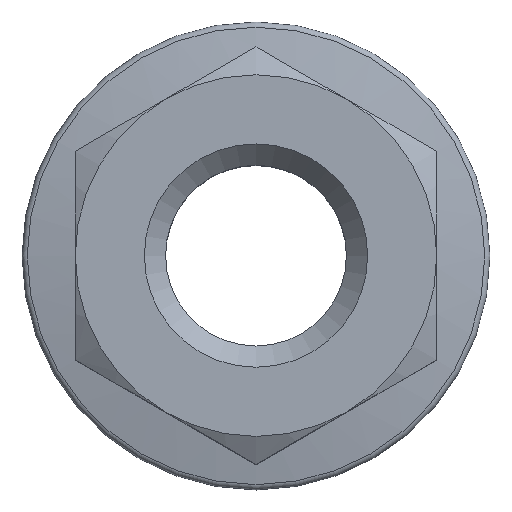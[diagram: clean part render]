
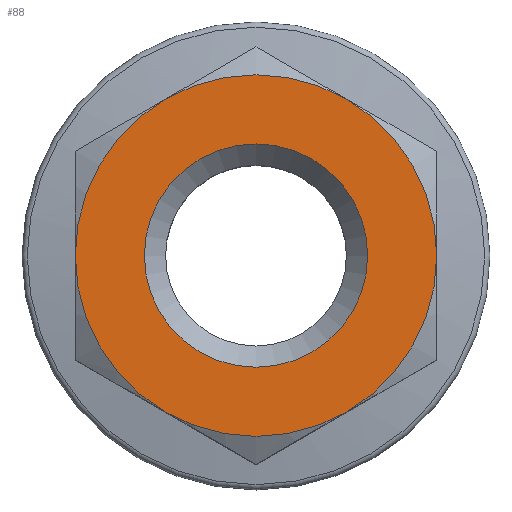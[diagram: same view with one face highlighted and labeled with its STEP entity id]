
A CAD part, top view. The second image highlights one B-rep face of the part: STEP entity #88.
In plain terms, the highlighted planar face has unit normal (0, 0, 1).
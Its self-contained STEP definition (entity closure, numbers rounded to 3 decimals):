
#88 = ADVANCED_FACE( '', ( #128, #129 ), #130, .T. );
#128 = FACE_BOUND( '', #179, .T. );
#129 = FACE_OUTER_BOUND( '', #180, .T. );
#130 = PLANE( '', #181 );
#179 = EDGE_LOOP( '', ( #287 ) );
#180 = EDGE_LOOP( '', ( #288, #289, #290, #291, #292, #293 ) );
#181 = AXIS2_PLACEMENT_3D( '', #294, #295, #296 );
#287 = ORIENTED_EDGE( '', *, *, #359, .T. );
#288 = ORIENTED_EDGE( '', *, *, #367, .T. );
#289 = ORIENTED_EDGE( '', *, *, #368, .T. );
#290 = ORIENTED_EDGE( '', *, *, #370, .T. );
#291 = ORIENTED_EDGE( '', *, *, #371, .T. );
#292 = ORIENTED_EDGE( '', *, *, #372, .T. );
#293 = ORIENTED_EDGE( '', *, *, #369, .T. );
#294 = CARTESIAN_POINT( '', ( -8.5, 14.722, 13. ) );
#295 = DIRECTION( '', ( 0., 0., 1. ) );
#296 = DIRECTION( '', ( 1., 0., 0. ) );
#359 = EDGE_CURVE( '', #415, #415, #416, .F. );
#367 = EDGE_CURVE( '', #401, #381, #429, .T. );
#368 = EDGE_CURVE( '', #381, #421, #430, .T. );
#369 = EDGE_CURVE( '', #406, #401, #431, .T. );
#370 = EDGE_CURVE( '', #421, #426, #432, .T. );
#371 = EDGE_CURVE( '', #426, #433, #434, .T. );
#372 = EDGE_CURVE( '', #433, #406, #435, .T. );
#381 = VERTEX_POINT( '', #450 );
#401 = VERTEX_POINT( '', #509 );
#406 = VERTEX_POINT( '', #525 );
#415 = VERTEX_POINT( '', #547 );
#416 = CIRCLE( '', #548, 5.25 );
#421 = VERTEX_POINT( '', #554 );
#426 = VERTEX_POINT( '', #572 );
#429 = CIRCLE( '', #585, 8.5 );
#430 = CIRCLE( '', #586, 8.5 );
#431 = CIRCLE( '', #587, 8.5 );
#432 = CIRCLE( '', #588, 8.5 );
#433 = VERTEX_POINT( '', #589 );
#434 = CIRCLE( '', #590, 8.5 );
#435 = CIRCLE( '', #591, 8.5 );
#450 = CARTESIAN_POINT( '', ( 4.25, 7.361, 13. ) );
#509 = CARTESIAN_POINT( '', ( 8.5, 0., 13. ) );
#525 = CARTESIAN_POINT( '', ( 4.25, -7.361, 13. ) );
#547 = CARTESIAN_POINT( '', ( 5.25, 0., 13. ) );
#548 = AXIS2_PLACEMENT_3D( '', #627, #628, #629 );
#554 = CARTESIAN_POINT( '', ( -4.25, 7.361, 13. ) );
#572 = CARTESIAN_POINT( '', ( -8.5, 0., 13. ) );
#585 = AXIS2_PLACEMENT_3D( '', #635, #636, #637 );
#586 = AXIS2_PLACEMENT_3D( '', #638, #639, #640 );
#587 = AXIS2_PLACEMENT_3D( '', #641, #642, #643 );
#588 = AXIS2_PLACEMENT_3D( '', #644, #645, #646 );
#589 = CARTESIAN_POINT( '', ( -4.25, -7.361, 13. ) );
#590 = AXIS2_PLACEMENT_3D( '', #647, #648, #649 );
#591 = AXIS2_PLACEMENT_3D( '', #650, #651, #652 );
#627 = CARTESIAN_POINT( '', ( 0., 0., 13. ) );
#628 = DIRECTION( '', ( 0., 0., 1. ) );
#629 = DIRECTION( '', ( 1., 0., 0. ) );
#635 = CARTESIAN_POINT( '', ( 0., 0., 13. ) );
#636 = DIRECTION( '', ( 0., 0., 1. ) );
#637 = DIRECTION( '', ( 1., 0., 0. ) );
#638 = CARTESIAN_POINT( '', ( 0., 0., 13. ) );
#639 = DIRECTION( '', ( 0., 0., 1. ) );
#640 = DIRECTION( '', ( 1., 0., 0. ) );
#641 = CARTESIAN_POINT( '', ( 0., 0., 13. ) );
#642 = DIRECTION( '', ( 0., 0., 1. ) );
#643 = DIRECTION( '', ( 1., 0., 0. ) );
#644 = CARTESIAN_POINT( '', ( 0., 0., 13. ) );
#645 = DIRECTION( '', ( 0., 0., 1. ) );
#646 = DIRECTION( '', ( 1., 0., 0. ) );
#647 = CARTESIAN_POINT( '', ( 0., 0., 13. ) );
#648 = DIRECTION( '', ( 0., 0., 1. ) );
#649 = DIRECTION( '', ( 1., 0., 0. ) );
#650 = CARTESIAN_POINT( '', ( 0., 0., 13. ) );
#651 = DIRECTION( '', ( 0., 0., 1. ) );
#652 = DIRECTION( '', ( 1., 0., 0. ) );
